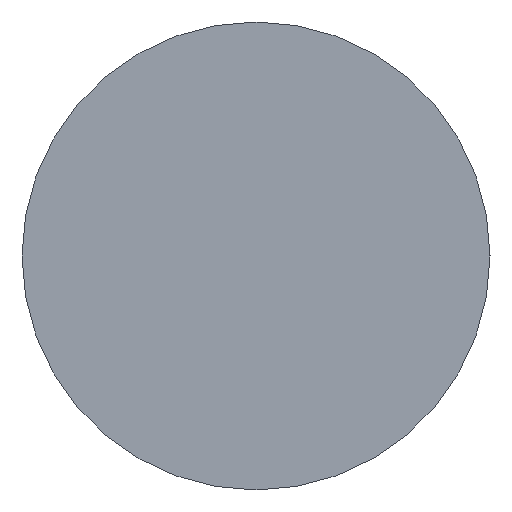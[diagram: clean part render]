
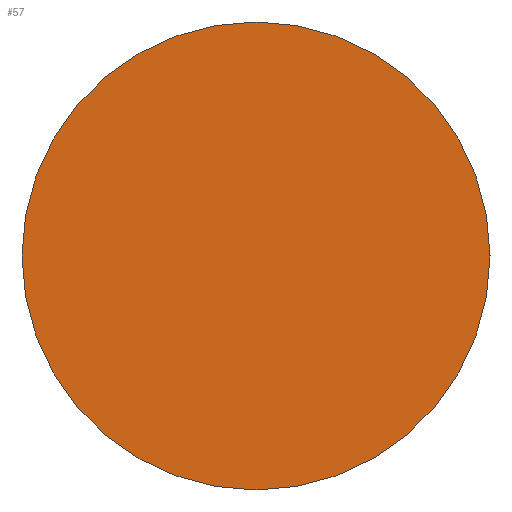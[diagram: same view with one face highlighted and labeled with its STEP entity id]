
A CAD part, left-side view. The second image highlights one B-rep face of the part: STEP entity #57.
In plain terms, the highlighted planar face has unit normal (-1, 0, 0).
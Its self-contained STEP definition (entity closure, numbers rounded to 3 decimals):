
#41 = VERTEX_POINT( '', #88 );
#49 = EDGE_CURVE( '', #41, #53, #97, .T. );
#53 = VERTEX_POINT( '', #101 );
#57 = ADVANCED_FACE( '', ( #105 ), #106, .T. );
#65 = EDGE_CURVE( '', #53, #41, #115, .T. );
#88 = CARTESIAN_POINT( '', ( 0., -1.5, 0. ) );
#97 = CIRCLE( '', #141, 1.5 );
#101 = CARTESIAN_POINT( '', ( 0., 1.5, 0. ) );
#105 = FACE_OUTER_BOUND( '', #149, .T. );
#106 = PLANE( '', #150 );
#115 = CIRCLE( '', #162, 1.5 );
#141 = AXIS2_PLACEMENT_3D( '', #184, #185, #186 );
#149 = EDGE_LOOP( '', ( #192, #193 ) );
#150 = AXIS2_PLACEMENT_3D( '', #194, #195, #196 );
#162 = AXIS2_PLACEMENT_3D( '', #206, #207, #208 );
#184 = CARTESIAN_POINT( '', ( 0., 0., 0. ) );
#185 = DIRECTION( '', ( -1., 0., 0. ) );
#186 = DIRECTION( '', ( 0., 1., 0. ) );
#192 = ORIENTED_EDGE( '', *, *, #65, .T. );
#193 = ORIENTED_EDGE( '', *, *, #49, .T. );
#194 = CARTESIAN_POINT( '', ( 0., 0.75, 0. ) );
#195 = DIRECTION( '', ( -1., 0., 0. ) );
#196 = DIRECTION( '', ( 0., 1., 0. ) );
#206 = CARTESIAN_POINT( '', ( 0., 0., 0. ) );
#207 = DIRECTION( '', ( -1., 0., 0. ) );
#208 = DIRECTION( '', ( 0., 1., 0. ) );
